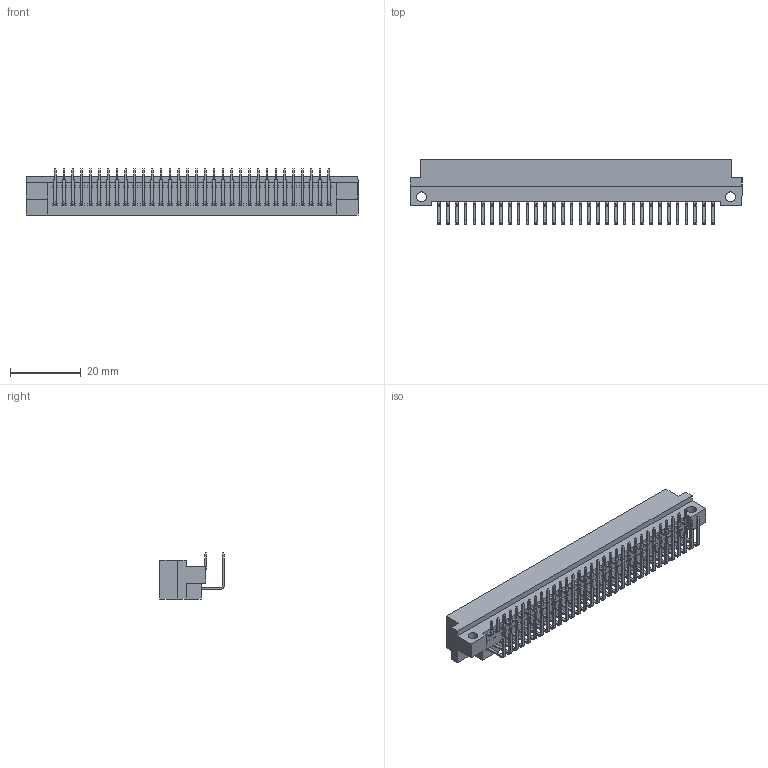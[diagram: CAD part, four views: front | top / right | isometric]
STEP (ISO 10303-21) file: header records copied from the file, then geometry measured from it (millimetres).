
FILE_DESCRIPTION(('FreeCAD Model'),'2;1');
FILE_NAME('Open CASCADE Shape Model','2026-01-28T21:31:31',(''),(''), 'Open CASCADE STEP processor 7.6','FreeCAD','Unknown');
FILE_SCHEMA(('AUTOMOTIVE_DESIGN_CC2 { 1 2 10303 214 -1 1 5 4 }'));
Length unit declared in the file: millimetre
Products named in the file (4): СНП59-96 Вилка001; СНП59-96 Вилка; СНП59-96 Контакт ? малый; СНП59-96 Контакт ? большой
Assembly tree (65 placements, depth 2):
  СНП59-96 Вилка001
    СНП59-96 Вилка
    СНП59-96 Контакт ? малый  x32
    СНП59-96 Контакт ? большой  x32
Bounding box: 94 x 18.25 x 13.03 mm (x, y, z)
Volume: 6409.2 mm3; surface area: 10411.6 mm2
Topology: 65 solids, 65 shells, 3113 faces, 8168 edges, 5186 vertices
Faces by surface type: plane 2983, cylinder 130
Full cylindrical faces by diameter (mm): 2.8 x2
Entity records: 18009 total; most frequent: CARTESIAN_POINT 3019, ORIENTED_EDGE 2944, DIRECTION 2632, EDGE_CURVE 1472, LINE 1458, VECTOR 1458, VERTEX_POINT 970, FACE_BOUND 706
